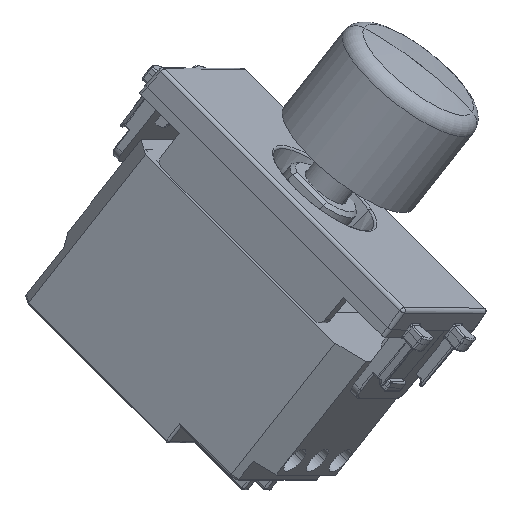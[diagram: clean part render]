
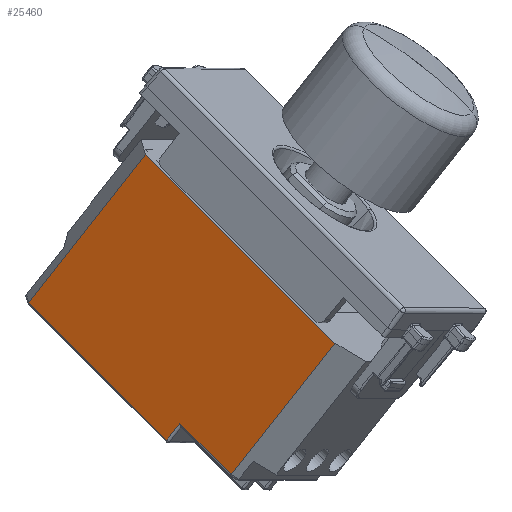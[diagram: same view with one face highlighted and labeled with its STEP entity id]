
A CAD part, isometric view. The second image highlights one B-rep face of the part: STEP entity #25460.
In plain terms, the highlighted face is planar.
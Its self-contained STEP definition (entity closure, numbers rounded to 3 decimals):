
#24260=CARTESIAN_POINT('Vertex',(-11.2,-16.7,0.)) ;
#24263=CARTESIAN_POINT('Line Origine',(-11.2,0.575,0.)) ;
#24267=CARTESIAN_POINT('Vertex',(-11.2,17.85,0.)) ;
#25414=CARTESIAN_POINT('Axis2P3D Location',(-11.2,-16.7,0.)) ;
#25419=CARTESIAN_POINT('Line Origine',(-11.2,-4.1,24.)) ;
#25423=CARTESIAN_POINT('Vertex',(-11.2,8.5,24.)) ;
#25425=CARTESIAN_POINT('Vertex',(-11.2,-16.7,24.)) ;
#25428=CARTESIAN_POINT('Line Origine',(-11.2,8.5,22.65)) ;
#25432=CARTESIAN_POINT('Vertex',(-11.2,8.5,21.3)) ;
#25435=CARTESIAN_POINT('Line Origine',(-11.2,13.175,21.3)) ;
#25439=CARTESIAN_POINT('Vertex',(-11.2,17.85,21.3)) ;
#25442=CARTESIAN_POINT('Line Origine',(-11.2,17.85,10.65)) ;
#25447=CARTESIAN_POINT('Line Origine',(-11.2,-16.7,12.)) ;
#24264=DIRECTION('Vector Direction',(0.,1.,0.)) ;
#25415=DIRECTION('Axis2P3D Direction',(1.,0.,0.)) ;
#25416=DIRECTION('Axis2P3D XDirection',(0.,1.,0.)) ;
#25420=DIRECTION('Vector Direction',(0.,1.,0.)) ;
#25429=DIRECTION('Vector Direction',(0.,0.,-1.)) ;
#25436=DIRECTION('Vector Direction',(0.,1.,0.)) ;
#25443=DIRECTION('Vector Direction',(0.,0.,1.)) ;
#25448=DIRECTION('Vector Direction',(0.,0.,1.)) ;
#25417=AXIS2_PLACEMENT_3D('Plane Axis2P3D',#25414,#25415,#25416) ;
#25453=ORIENTED_EDGE('',*,*,#25427,.F.) ;
#25454=ORIENTED_EDGE('',*,*,#25434,.F.) ;
#25455=ORIENTED_EDGE('',*,*,#25441,.F.) ;
#25456=ORIENTED_EDGE('',*,*,#25446,.F.) ;
#25457=ORIENTED_EDGE('',*,*,#24269,.F.) ;
#25458=ORIENTED_EDGE('',*,*,#25451,.T.) ;
#24265=VECTOR('Line Direction',#24264,1.) ;
#25421=VECTOR('Line Direction',#25420,1.) ;
#25430=VECTOR('Line Direction',#25429,1.) ;
#25437=VECTOR('Line Direction',#25436,1.) ;
#25444=VECTOR('Line Direction',#25443,1.) ;
#25449=VECTOR('Line Direction',#25448,1.) ;
#25460=ADVANCED_FACE('1/2 modello',(#25459),#25418,.F.) ;
#24269=EDGE_CURVE('',#24261,#24268,#24266,.T.) ;
#25427=EDGE_CURVE('',#25424,#25426,#25422,.F.) ;
#25434=EDGE_CURVE('',#25433,#25424,#25431,.F.) ;
#25441=EDGE_CURVE('',#25440,#25433,#25438,.F.) ;
#25446=EDGE_CURVE('',#24268,#25440,#25445,.T.) ;
#25451=EDGE_CURVE('',#24261,#25426,#25450,.T.) ;
#25452=EDGE_LOOP('',(#25453,#25454,#25455,#25456,#25457,#25458)) ;
#25459=FACE_OUTER_BOUND('',#25452,.T.) ;
#24266=LINE('Line',#24263,#24265) ;
#25422=LINE('Line',#25419,#25421) ;
#25431=LINE('Line',#25428,#25430) ;
#25438=LINE('Line',#25435,#25437) ;
#25445=LINE('Line',#25442,#25444) ;
#25450=LINE('Line',#25447,#25449) ;
#25418=PLANE('',#25417) ;
#24261=VERTEX_POINT('',#24260) ;
#24268=VERTEX_POINT('',#24267) ;
#25424=VERTEX_POINT('',#25423) ;
#25426=VERTEX_POINT('',#25425) ;
#25433=VERTEX_POINT('',#25432) ;
#25440=VERTEX_POINT('',#25439) ;
